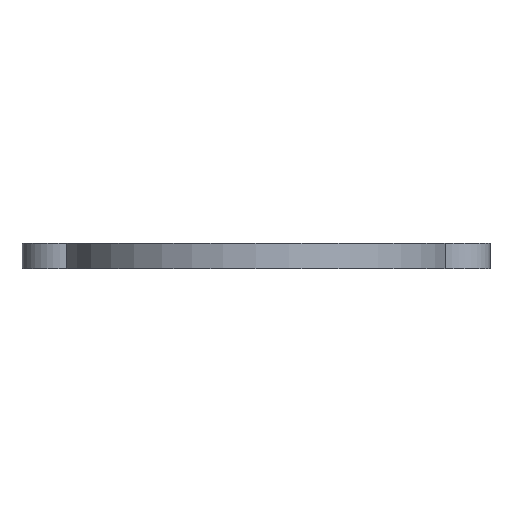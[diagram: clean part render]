
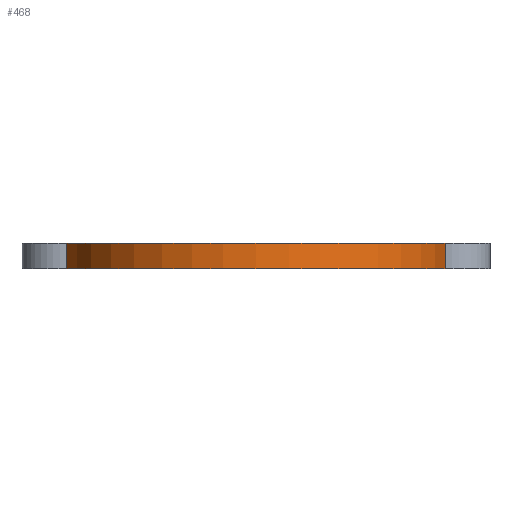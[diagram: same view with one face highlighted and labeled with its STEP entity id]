
A CAD part, front view. The second image highlights one B-rep face of the part: STEP entity #468.
In plain terms, the highlighted cylindrical face has radius 19 mm (diameter 38 mm), a partial arc.
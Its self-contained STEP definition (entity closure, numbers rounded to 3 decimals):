
#50 = EDGE_CURVE ( 'NONE', #415, #296, #77, .T. ) ;
#58 = DIRECTION ( 'NONE',  ( 0., 0., -1. ) ) ;
#66 = FACE_OUTER_BOUND ( 'NONE', #151, .T. ) ;
#77 = LINE ( 'NONE', #107, #292 ) ;
#78 = AXIS2_PLACEMENT_3D ( 'NONE', #634, #792, #483 ) ;
#107 = CARTESIAN_POINT ( 'NONE',  ( -18.579, -3.978, 2.5 ) ) ;
#117 = ORIENTED_EDGE ( 'NONE', *, *, #240, .F. ) ;
#151 = EDGE_LOOP ( 'NONE', ( #457, #117, #902, #749 ) ) ;
#183 = DIRECTION ( 'NONE',  ( 0., 0., -1. ) ) ;
#201 = CARTESIAN_POINT ( 'NONE',  ( 18.579, -3.978, 2.5 ) ) ;
#217 = EDGE_CURVE ( 'NONE', #296, #802, #372, .T. ) ;
#240 = EDGE_CURVE ( 'NONE', #350, #802, #659, .T. ) ;
#246 = DIRECTION ( 'NONE',  ( 0., 0., 1. ) ) ;
#292 = VECTOR ( 'NONE', #183, 1000. ) ;
#296 = VERTEX_POINT ( 'NONE', #400 ) ;
#327 = CIRCLE ( 'NONE', #78, 19. ) ;
#338 = DIRECTION ( 'NONE',  ( -1., 0., 0. ) ) ;
#345 = AXIS2_PLACEMENT_3D ( 'NONE', #423, #409, #338 ) ;
#350 = VERTEX_POINT ( 'NONE', #201 ) ;
#372 = CIRCLE ( 'NONE', #923, 19. ) ;
#400 = CARTESIAN_POINT ( 'NONE',  ( -18.579, -3.978, 0. ) ) ;
#409 = DIRECTION ( 'NONE',  ( 0., 0., -1. ) ) ;
#415 = VERTEX_POINT ( 'NONE', #480 ) ;
#423 = CARTESIAN_POINT ( 'NONE',  ( 0., 0., 2.5 ) ) ;
#456 = CARTESIAN_POINT ( 'NONE',  ( 0., 0., 0. ) ) ;
#457 = ORIENTED_EDGE ( 'NONE', *, *, #217, .T. ) ;
#468 = ADVANCED_FACE ( 'NONE', ( #66 ), #900, .T. ) ;
#480 = CARTESIAN_POINT ( 'NONE',  ( -18.579, -3.978, 2.5 ) ) ;
#483 = DIRECTION ( 'NONE',  ( 1., 0., 0. ) ) ;
#538 = CARTESIAN_POINT ( 'NONE',  ( 18.579, -3.978, 0. ) ) ;
#539 = DIRECTION ( 'NONE',  ( 1., 0., 0. ) ) ;
#634 = CARTESIAN_POINT ( 'NONE',  ( 0., 0., 2.5 ) ) ;
#659 = LINE ( 'NONE', #728, #833 ) ;
#728 = CARTESIAN_POINT ( 'NONE',  ( 18.579, -3.978, 2.5 ) ) ;
#749 = ORIENTED_EDGE ( 'NONE', *, *, #50, .T. ) ;
#792 = DIRECTION ( 'NONE',  ( 0., 0., 1. ) ) ;
#802 = VERTEX_POINT ( 'NONE', #538 ) ;
#833 = VECTOR ( 'NONE', #58, 1000. ) ;
#900 = CYLINDRICAL_SURFACE ( 'NONE', #345, 19. ) ;
#902 = ORIENTED_EDGE ( 'NONE', *, *, #933, .F. ) ;
#923 = AXIS2_PLACEMENT_3D ( 'NONE', #456, #246, #539 ) ;
#933 = EDGE_CURVE ( 'NONE', #415, #350, #327, .T. ) ;
